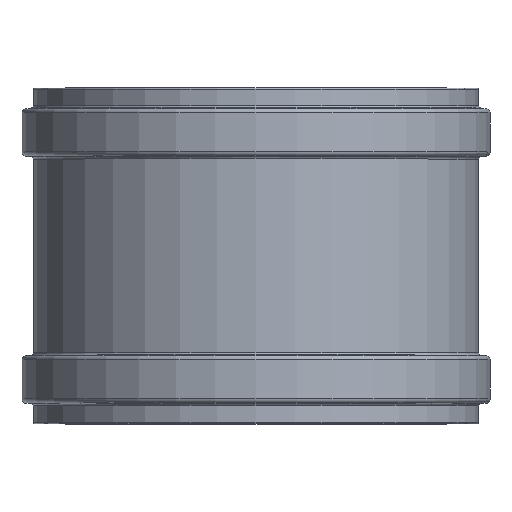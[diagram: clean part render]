
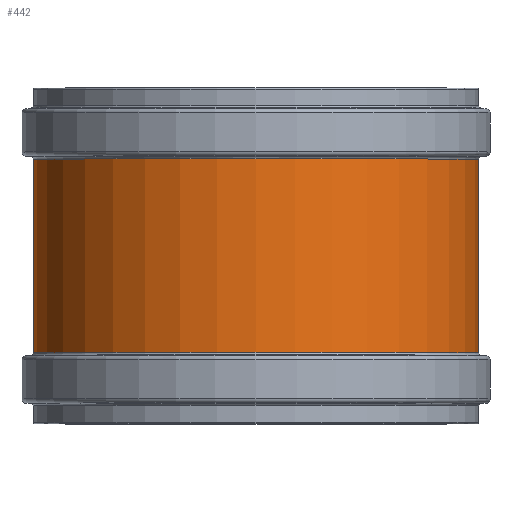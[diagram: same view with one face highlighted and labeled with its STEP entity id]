
A CAD part, top view. The second image highlights one B-rep face of the part: STEP entity #442.
In plain terms, the highlighted cylindrical face has radius 264 mm (diameter 528 mm), a full revolution.
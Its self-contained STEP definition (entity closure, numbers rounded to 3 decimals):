
#29=CYLINDRICAL_SURFACE('',#512,264.);
#62=FACE_BOUND('',#170,.T.);
#102=FACE_OUTER_BOUND('',#169,.T.);
#169=EDGE_LOOP('',(#369));
#170=EDGE_LOOP('',(#370));
#206=CIRCLE('',#479,264.);
#223=CIRCLE('',#513,264.);
#246=VERTEX_POINT('',#733);
#263=VERTEX_POINT('',#784);
#286=EDGE_CURVE('',#246,#246,#206,.T.);
#303=EDGE_CURVE('',#263,#263,#223,.T.);
#369=ORIENTED_EDGE('',*,*,#286,.T.);
#370=ORIENTED_EDGE('',*,*,#303,.F.);
#442=ADVANCED_FACE('',(#102,#62),#29,.T.);
#479=AXIS2_PLACEMENT_3D('',#734,#583,#584);
#512=AXIS2_PLACEMENT_3D('',#783,#649,#650);
#513=AXIS2_PLACEMENT_3D('',#785,#651,#652);
#583=DIRECTION('center_axis',(0.,-1.,0.));
#584=DIRECTION('ref_axis',(1.,0.,0.));
#649=DIRECTION('center_axis',(0.,-1.,0.));
#650=DIRECTION('ref_axis',(1.,0.,0.));
#651=DIRECTION('center_axis',(0.,-1.,0.));
#652=DIRECTION('ref_axis',(1.,0.,0.));
#733=CARTESIAN_POINT('',(264.,101.222,0.));
#734=CARTESIAN_POINT('Origin',(0.,101.222,0.));
#783=CARTESIAN_POINT('Origin',(0.,-70.889,0.));
#784=CARTESIAN_POINT('',(264.,-128.259,0.));
#785=CARTESIAN_POINT('Origin',(0.,-128.259,0.));
